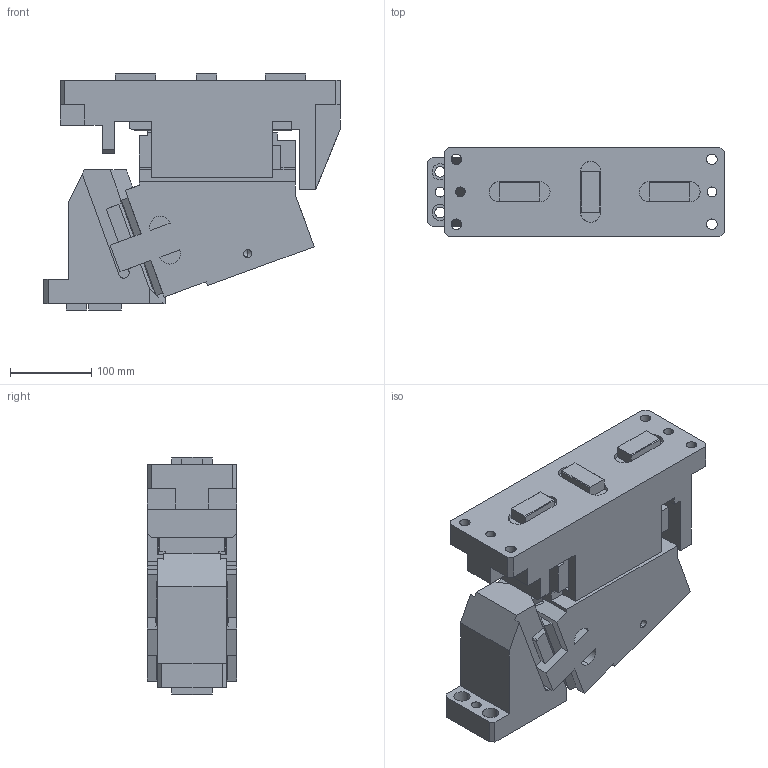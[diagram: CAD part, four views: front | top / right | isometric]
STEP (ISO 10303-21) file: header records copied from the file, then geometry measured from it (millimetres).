
FILE_DESCRIPTION(('CATIA V5 STEP Exchange'),'2;1');
FILE_NAME('CACV_110_70.stp','2015-04-24T14:11:11+00:00',('none'),('none'),'CATIA Version 5 Release 19 SP 2 (IN-10)','CATIA V5 STEP AP203','none');
FILE_SCHEMA(('CONFIG_CONTROL_DESIGN'));
Length unit declared in the file: millimetre
Products named in the file (1): CACV_110_70
Bounding box: 365 x 110 x 293 mm (x, y, z)
Volume: 7229307.1 mm3; surface area: 511265.2 mm2
Topology: 3 solids, 7 shells, 385 faces, 1043 edges, 680 vertices
Faces by surface type: plane 249, cylinder 122, cone 14
Entity records: 12780 total; most frequent: CARTESIAN_POINT 3400, ORIENTED_EDGE 2058, DIRECTION 1638, EDGE_CURVE 1029, VECTOR 788, LINE 788, VERTEX_POINT 680, AXIS2_PLACEMENT_3D 499
